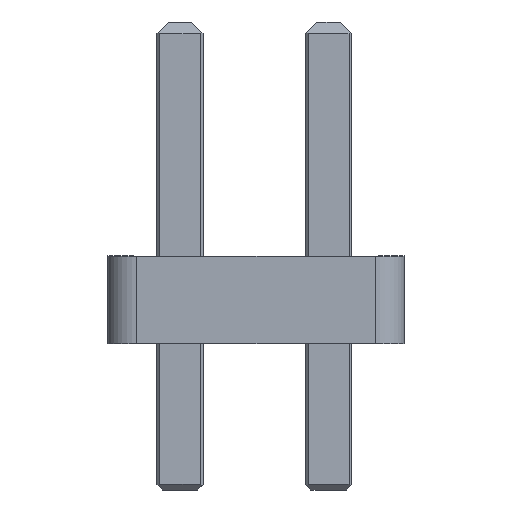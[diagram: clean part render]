
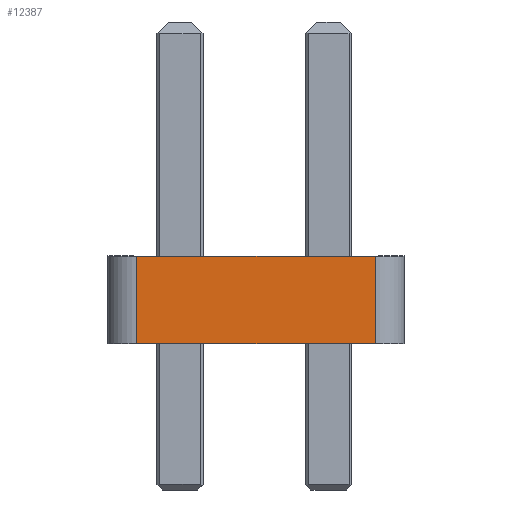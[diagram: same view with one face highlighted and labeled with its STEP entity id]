
A CAD part, left-side view. The second image highlights one B-rep face of the part: STEP entity #12387.
In plain terms, the highlighted planar face has unit normal (-1, 0, 0).
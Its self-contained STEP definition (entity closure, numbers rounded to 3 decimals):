
#921=FACE_OUTER_BOUND('',#1597,.T.);
#1597=EDGE_LOOP('',(#11091,#11092,#11093,#11094));
#3206=LINE('',#19866,#4818);
#3207=LINE('',#19871,#4819);
#3208=LINE('',#19874,#4820);
#3209=LINE('',#19875,#4821);
#4818=VECTOR('',#16333,10.);
#4819=VECTOR('',#16340,10.);
#4820=VECTOR('',#16343,10.);
#4821=VECTOR('',#16344,10.);
#5964=VERTEX_POINT('',#19863);
#5965=VERTEX_POINT('',#19865);
#5966=VERTEX_POINT('',#19869);
#5967=VERTEX_POINT('',#19873);
#7674=EDGE_CURVE('',#5965,#5964,#3206,.T.);
#7677=EDGE_CURVE('',#5965,#5966,#3207,.T.);
#7678=EDGE_CURVE('',#5967,#5964,#3208,.T.);
#7679=EDGE_CURVE('',#5966,#5967,#3209,.T.);
#11091=ORIENTED_EDGE('',*,*,#7677,.F.);
#11092=ORIENTED_EDGE('',*,*,#7674,.T.);
#11093=ORIENTED_EDGE('',*,*,#7678,.F.);
#11094=ORIENTED_EDGE('',*,*,#7679,.F.);
#11726=PLANE('',#13205);
#12387=ADVANCED_FACE('',(#921),#11726,.T.);
#13205=AXIS2_PLACEMENT_3D('',#19872,#16341,#16342);
#16333=DIRECTION('',(0.,-1.,0.));
#16340=DIRECTION('',(0.,0.,1.));
#16341=DIRECTION('center_axis',(-1.,0.,0.));
#16342=DIRECTION('ref_axis',(0.,0.,1.));
#16343=DIRECTION('',(0.,0.,-1.));
#16344=DIRECTION('',(0.,-1.,0.));
#19863=CARTESIAN_POINT('',(-16.51,-2.04,0.));
#19865=CARTESIAN_POINT('',(-16.51,2.04,0.));
#19866=CARTESIAN_POINT('',(-16.51,2.04,0.));
#19869=CARTESIAN_POINT('',(-16.51,2.04,1.5));
#19871=CARTESIAN_POINT('',(-16.51,2.04,0.));
#19872=CARTESIAN_POINT('Origin',(-16.51,0.,-0.01));
#19873=CARTESIAN_POINT('',(-16.51,-2.04,1.5));
#19874=CARTESIAN_POINT('',(-16.51,-2.04,1.5));
#19875=CARTESIAN_POINT('',(-16.51,2.04,1.5));
